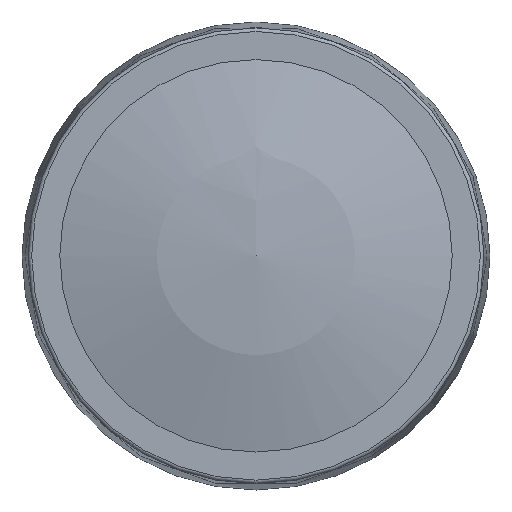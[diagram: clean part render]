
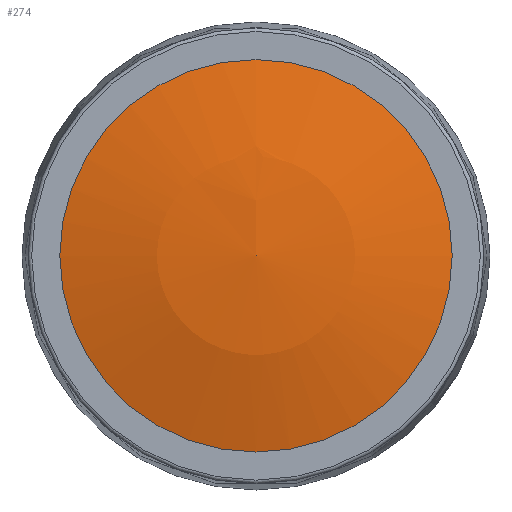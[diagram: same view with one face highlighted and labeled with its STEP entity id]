
A CAD part, top view. The second image highlights one B-rep face of the part: STEP entity #274.
In plain terms, the highlighted spherical face has radius 39.101 mm.
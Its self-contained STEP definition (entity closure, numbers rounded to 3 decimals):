
#274 = ADVANCED_FACE( '', ( #596 ), #597, .T. );
#596 = FACE_OUTER_BOUND( '', #938, .T. );
#597 = SPHERICAL_SURFACE( '', #939, 39.101 );
#938 = EDGE_LOOP( '', ( #1572 ) );
#939 = AXIS2_PLACEMENT_3D( '', #1573, #1574, #1575 );
#1572 = ORIENTED_EDGE( '', *, *, #1688, .T. );
#1573 = CARTESIAN_POINT( '', ( 0., 0., -16.601 ) );
#1574 = DIRECTION( '', ( 0., 0., 1. ) );
#1575 = DIRECTION( '', ( 0., 1., 0. ) );
#1688 = EDGE_CURVE( '', #1949, #1949, #1950, .T. );
#1949 = VERTEX_POINT( '', #2338 );
#1950 = CIRCLE( '', #2339, 10.9 );
#2338 = CARTESIAN_POINT( '', ( 10.9, 0., 20.95 ) );
#2339 = AXIS2_PLACEMENT_3D( '', #2861, #2862, #2863 );
#2861 = CARTESIAN_POINT( '', ( 0., 0., 20.95 ) );
#2862 = DIRECTION( '', ( 0., 0., 1. ) );
#2863 = DIRECTION( '', ( 1., 0., 0. ) );
